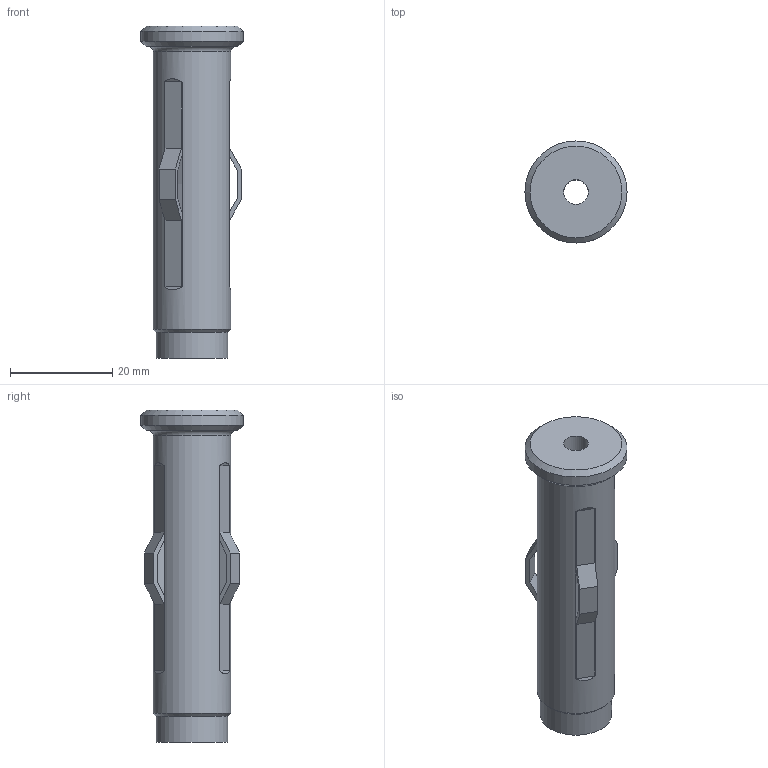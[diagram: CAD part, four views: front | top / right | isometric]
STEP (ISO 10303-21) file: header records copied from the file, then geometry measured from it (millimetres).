
FILE_DESCRIPTION(('FreeCAD Model'),'2;1');
FILE_NAME('Open CASCADE Shape Model','2024-03-30T09:29:45',(''),(''), 'Open CASCADE STEP processor 7.6','FreeCAD','Unknown');
FILE_SCHEMA(('AUTOMOTIVE_DESIGN { 1 0 10303 214 1 1 1 1 }'));
Length unit declared in the file: millimetre
Products named in the file (1): ejector
Bounding box: 20 x 20 x 65 mm (x, y, z)
Volume: 9908.3 mm3; surface area: 6263.7 mm2
Topology: 1 solids, 1 shells, 58 faces, 152 edges, 99 vertices
Faces by surface type: plane 45, cylinder 8, cone 4, torus 1
Full cylindrical faces by diameter (mm): 4.8 x1, 6 x1, 14 x1, 15.2 x1, 20 x1
Entity records: 1938 total; most frequent: CARTESIAN_POINT 454, ORIENTED_EDGE 304, DIRECTION 294, EDGE_CURVE 152, LINE 112, VECTOR 112, VERTEX_POINT 99, AXIS2_PLACEMENT_3D 91
